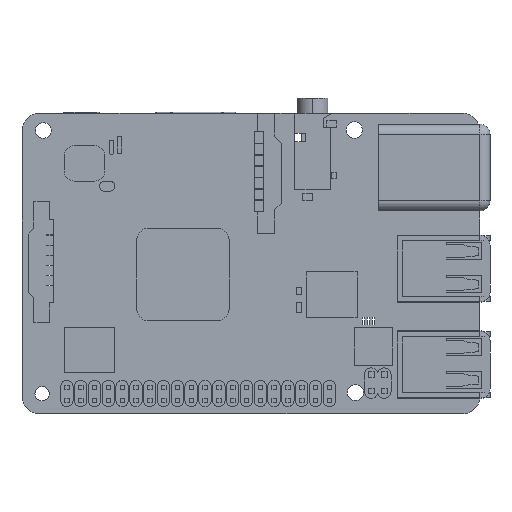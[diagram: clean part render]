
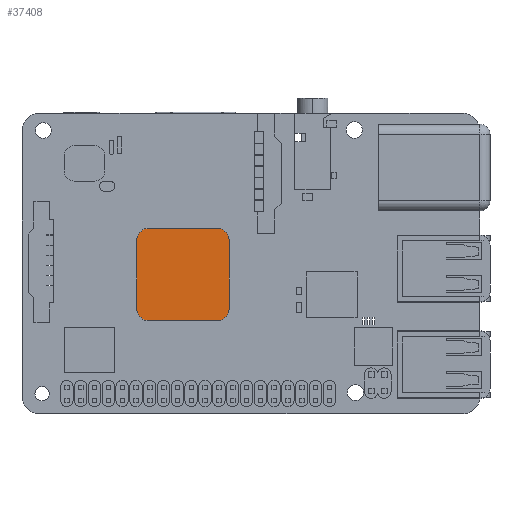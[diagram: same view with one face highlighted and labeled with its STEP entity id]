
A CAD part, front view. The second image highlights one B-rep face of the part: STEP entity #37408.
In plain terms, the highlighted planar face has unit normal (0, -1, 0).
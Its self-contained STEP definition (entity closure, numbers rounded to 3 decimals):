
#1099=CIRCLE('',#40148,2.5);
#1101=CIRCLE('',#40152,2.5);
#1103=CIRCLE('',#40156,2.5);
#1105=CIRCLE('',#40160,2.5);
#3320=FACE_OUTER_BOUND('',#5619,.T.);
#5619=EDGE_LOOP('',(#33007,#33008,#33009,#33010,#33011,#33012,#33013,#33014));
#10035=LINE('',#59934,#14634);
#10039=LINE('',#59946,#14638);
#10043=LINE('',#59958,#14642);
#10047=LINE('',#59970,#14646);
#14634=VECTOR('',#49430,10.);
#14638=VECTOR('',#49442,10.);
#14642=VECTOR('',#49454,10.);
#14646=VECTOR('',#49466,10.);
#18097=VERTEX_POINT('',#59931);
#18098=VERTEX_POINT('',#59933);
#18100=VERTEX_POINT('',#59939);
#18102=VERTEX_POINT('',#59945);
#18104=VERTEX_POINT('',#59951);
#18106=VERTEX_POINT('',#59957);
#18108=VERTEX_POINT('',#59963);
#18110=VERTEX_POINT('',#59969);
#23093=EDGE_CURVE('',#18098,#18097,#10035,.T.);
#23096=EDGE_CURVE('',#18100,#18098,#1099,.T.);
#23099=EDGE_CURVE('',#18102,#18100,#10039,.T.);
#23102=EDGE_CURVE('',#18104,#18102,#1101,.T.);
#23105=EDGE_CURVE('',#18106,#18104,#10043,.T.);
#23108=EDGE_CURVE('',#18108,#18106,#1103,.T.);
#23111=EDGE_CURVE('',#18110,#18108,#10047,.T.);
#23114=EDGE_CURVE('',#18097,#18110,#1105,.T.);
#33007=ORIENTED_EDGE('',*,*,#23114,.T.);
#33008=ORIENTED_EDGE('',*,*,#23111,.T.);
#33009=ORIENTED_EDGE('',*,*,#23108,.T.);
#33010=ORIENTED_EDGE('',*,*,#23105,.T.);
#33011=ORIENTED_EDGE('',*,*,#23102,.T.);
#33012=ORIENTED_EDGE('',*,*,#23099,.T.);
#33013=ORIENTED_EDGE('',*,*,#23096,.T.);
#33014=ORIENTED_EDGE('',*,*,#23093,.T.);
#35345=PLANE('',#40162);
#37408=ADVANCED_FACE('',(#3320),#35345,.F.);
#40148=AXIS2_PLACEMENT_3D('',#59940,#49436,#49437);
#40152=AXIS2_PLACEMENT_3D('',#59952,#49448,#49449);
#40156=AXIS2_PLACEMENT_3D('',#59964,#49460,#49461);
#40160=AXIS2_PLACEMENT_3D('',#59974,#49472,#49473);
#40162=AXIS2_PLACEMENT_3D('',#59976,#49476,#49477);
#49430=DIRECTION('',(0.,0.,1.));
#49436=DIRECTION('center_axis',(0.,-1.,0.));
#49437=DIRECTION('ref_axis',(1.,0.,0.));
#49442=DIRECTION('',(1.,0.,0.));
#49448=DIRECTION('center_axis',(0.,-1.,0.));
#49449=DIRECTION('ref_axis',(0.,0.,-1.));
#49454=DIRECTION('',(0.,0.,-1.));
#49460=DIRECTION('center_axis',(0.,-1.,0.));
#49461=DIRECTION('ref_axis',(-1.,0.,0.));
#49466=DIRECTION('',(-1.,0.,0.));
#49472=DIRECTION('center_axis',(0.,-1.,0.));
#49473=DIRECTION('ref_axis',(0.,0.,1.));
#49476=DIRECTION('center_axis',(0.,1.,0.));
#49477=DIRECTION('ref_axis',(1.,0.,0.));
#59931=CARTESIAN_POINT('',(-47.33,-2.,-24.83));
#59933=CARTESIAN_POINT('',(-47.33,-2.,-38.17));
#59934=CARTESIAN_POINT('',(-47.33,-2.,-38.17));
#59939=CARTESIAN_POINT('',(-49.83,-2.,-40.67));
#59940=CARTESIAN_POINT('Origin',(-49.83,-2.,-38.17));
#59945=CARTESIAN_POINT('',(-63.17,-2.,-40.67));
#59946=CARTESIAN_POINT('',(-63.17,-2.,-40.67));
#59951=CARTESIAN_POINT('',(-65.67,-2.,-38.17));
#59952=CARTESIAN_POINT('Origin',(-63.17,-2.,-38.17));
#59957=CARTESIAN_POINT('',(-65.67,-2.,-24.83));
#59958=CARTESIAN_POINT('',(-65.67,-2.,-24.83));
#59963=CARTESIAN_POINT('',(-63.17,-2.,-22.33));
#59964=CARTESIAN_POINT('Origin',(-63.17,-2.,-24.83));
#59969=CARTESIAN_POINT('',(-49.83,-2.,-22.33));
#59970=CARTESIAN_POINT('',(-49.83,-2.,-22.33));
#59974=CARTESIAN_POINT('Origin',(-49.83,-2.,-24.83));
#59976=CARTESIAN_POINT('Origin',(-56.5,-2.,-31.5));
